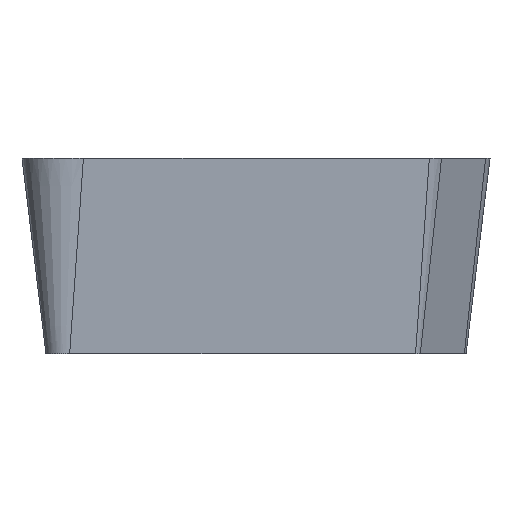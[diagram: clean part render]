
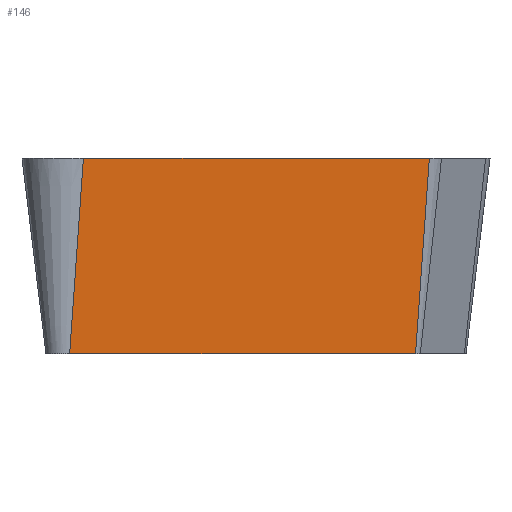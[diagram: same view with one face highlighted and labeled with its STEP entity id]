
A CAD part, left-side view. The second image highlights one B-rep face of the part: STEP entity #146.
In plain terms, the highlighted planar face has unit normal (-0.813, -0.569, -0.122).
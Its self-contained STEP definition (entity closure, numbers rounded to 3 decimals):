
#53=PLANE('',#381);
#65=FACE_OUTER_BOUND('',#171,.T.);
#71=LINE('',#551,#103);
#72=LINE('',#553,#104);
#73=LINE('',#555,#105);
#85=LINE('',#635,#117);
#98=LINE('',#690,#130);
#99=LINE('',#692,#131);
#103=VECTOR('',#389,1.);
#104=VECTOR('',#390,1.);
#105=VECTOR('',#391,1.);
#117=VECTOR('',#403,1.);
#130=VECTOR('',#434,1.);
#131=VECTOR('',#437,1.);
#146=ADVANCED_FACE('',(#65),#53,.T.);
#171=EDGE_LOOP('',(#262,#263,#264,#265,#266,#267));
#262=ORIENTED_EDGE('',*,*,#314,.T.);
#263=ORIENTED_EDGE('',*,*,#313,.T.);
#264=ORIENTED_EDGE('',*,*,#312,.T.);
#265=ORIENTED_EDGE('',*,*,#350,.F.);
#266=ORIENTED_EDGE('',*,*,#334,.T.);
#267=ORIENTED_EDGE('',*,*,#351,.T.);
#276=VERTEX_POINT('',#550);
#277=VERTEX_POINT('',#552);
#278=VERTEX_POINT('',#554);
#279=VERTEX_POINT('',#556);
#298=VERTEX_POINT('',#634);
#299=VERTEX_POINT('',#636);
#312=EDGE_CURVE('',#277,#276,#71,.T.);
#313=EDGE_CURVE('',#278,#277,#72,.T.);
#314=EDGE_CURVE('',#279,#278,#73,.T.);
#334=EDGE_CURVE('',#299,#298,#85,.T.);
#350=EDGE_CURVE('',#299,#276,#98,.T.);
#351=EDGE_CURVE('',#298,#279,#99,.T.);
#381=AXIS2_PLACEMENT_3D('',#694,#440,#441);
#389=DIRECTION('',(-0.574,0.819,0.));
#390=DIRECTION('',(-0.574,0.819,0.));
#391=DIRECTION('',(-0.574,0.819,0.));
#403=DIRECTION('',(0.574,-0.819,0.));
#434=DIRECTION('',(-0.1,-0.07,0.993));
#437=DIRECTION('',(-0.1,-0.07,0.993));
#440=DIRECTION('',(-0.813,-0.569,-0.122));
#441=DIRECTION('',(0.574,-0.819,0.));
#550=CARTESIAN_POINT('',(-8.274,3.513,-0.2));
#551=CARTESIAN_POINT('',(-7.844,2.899,-0.2));
#552=CARTESIAN_POINT('',(-7.413,2.284,-0.2));
#553=CARTESIAN_POINT('',(-6.983,1.67,-0.2));
#554=CARTESIAN_POINT('',(-6.553,1.056,-0.2));
#555=CARTESIAN_POINT('',(-3.344,-3.527,-0.2));
#556=CARTESIAN_POINT('',(-3.344,-3.527,-0.2));
#634=CARTESIAN_POINT('',(-2.945,-3.248,-4.17));
#635=CARTESIAN_POINT('',(-2.945,-3.248,-4.17));
#636=CARTESIAN_POINT('',(-7.875,3.793,-4.17));
#690=CARTESIAN_POINT('',(-8.274,3.513,-0.2));
#692=CARTESIAN_POINT('',(-3.344,-3.527,-0.2));
#694=CARTESIAN_POINT('',(-3.344,-3.527,-0.2));
